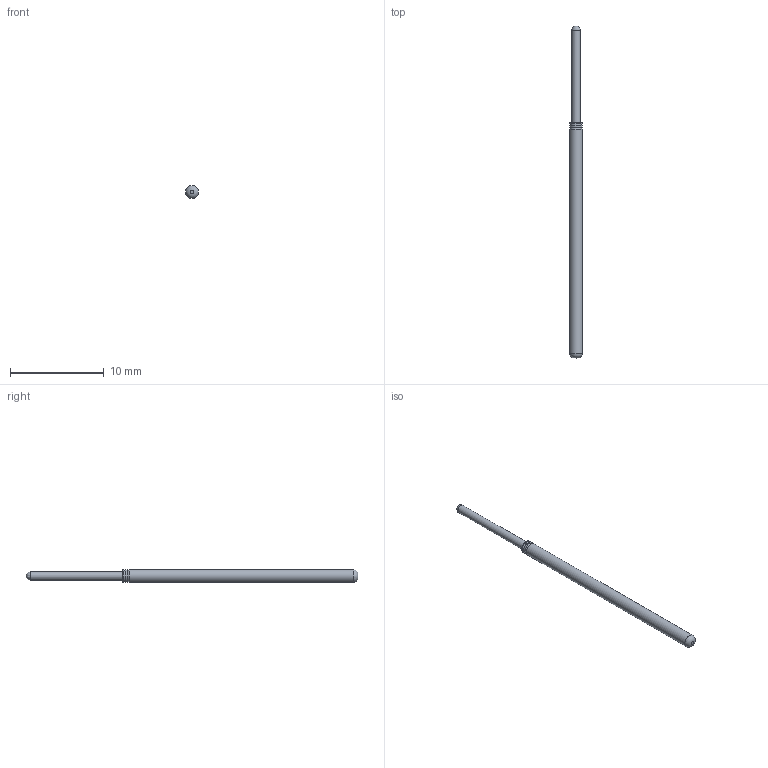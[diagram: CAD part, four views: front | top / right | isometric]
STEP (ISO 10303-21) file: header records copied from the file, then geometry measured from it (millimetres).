
FILE_DESCRIPTION (( 'STEP AP203' ), '1' );
FILE_NAME ('101.xx.xx.xx.step', '2018-01-12T12:28:40', ( 'Piero Chirco' ), ( '' ), 'SwSTEP 2.0', 'SolidWorks 2016', '' );
FILE_SCHEMA (( 'CONFIG_CONTROL_DESIGN' ));
Length unit declared in the file: millimetre
Products named in the file (1): 101.xx.xx.xx
Bounding box: 1.37 x 35.4 x 1.37 mm (x, y, z)
Volume: 43.1 mm3; surface area: 139.2 mm2
Topology: 1 solids, 1 shells, 10 faces, 20 edges, 11 vertices
Faces by surface type: cylinder 4, torus 3, plane 2, sphere 1
Full cylindrical faces by diameter (mm): 0.9 x1, 1.37 x3
Entity records: 271 total; most frequent: DIRECTION 40, CARTESIAN_POINT 29, AXIS2_PLACEMENT_3D 20, ORIENTED_EDGE 18, EDGE_LOOP 18, FACE_OUTER_BOUND 17, ADVANCED_FACE 10, CIRCLE 9
